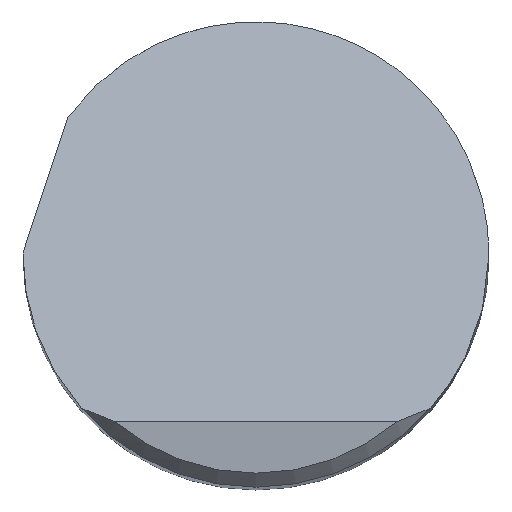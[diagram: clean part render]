
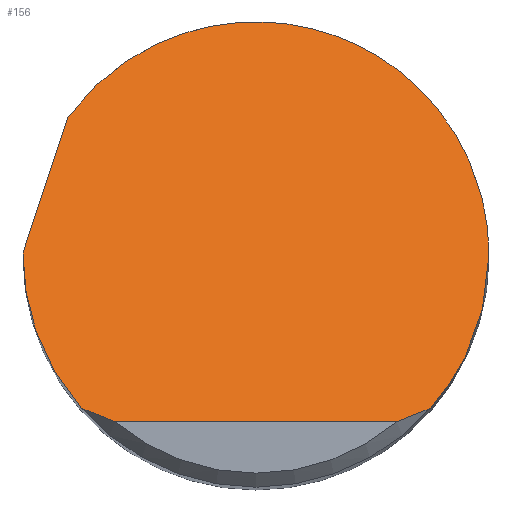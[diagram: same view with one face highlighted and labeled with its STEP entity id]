
A CAD part, top view. The second image highlights one B-rep face of the part: STEP entity #156.
In plain terms, the highlighted planar face has unit normal (0, 0.707, 0.707).
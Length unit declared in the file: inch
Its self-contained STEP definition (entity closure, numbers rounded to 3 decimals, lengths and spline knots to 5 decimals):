
#5 = CARTESIAN_POINT ( 'NONE',  ( 0.17589, -0.1704, 2.9904 ) ) ;
#6 = EDGE_CURVE ( 'NONE', #553, #311, #737, .T. ) ;
#19 = ORIENTED_EDGE ( 'NONE', *, *, #796, .F. ) ;
#40 = CARTESIAN_POINT ( 'NONE',  ( -0.18782, -0.165, 2.985 ) ) ;
#62 = CARTESIAN_POINT ( 'NONE',  ( -0.25, -0.18, 3. ) ) ;
#66 = FACE_OUTER_BOUND ( 'NONE', #669, .T. ) ;
#75 = B_SPLINE_CURVE_WITH_KNOTS ( 'NONE', 3,
 ( #40, #106, #355, #160 ),
 .UNSPECIFIED., .F., .F.,
 ( 4, 4 ),
 ( 0., 0.00108 ),
 .UNSPECIFIED. ) ;
#81 = CARTESIAN_POINT ( 'NONE',  ( 0.25, 0., 2.82 ) ) ;
#91 = CARTESIAN_POINT ( 'NONE',  ( -0.25, 0., 2.82 ) ) ;
#106 = CARTESIAN_POINT ( 'NONE',  ( -0.17589, -0.1704, 2.9904 ) ) ;
#111 = DIRECTION ( 'NONE',  ( 0.227, 0.689, -0.689 ) ) ;
#113 = VECTOR ( 'NONE', #111, 39.37008 ) ;
#117 = EDGE_CURVE ( 'NONE', #245, #457, #672, .T. ) ;
#122 =( BOUNDED_CURVE ( )  B_SPLINE_CURVE ( 3, ( #536, #286, #800, #226 ),
 .UNSPECIFIED., .F., .T. ) 
 B_SPLINE_CURVE_WITH_KNOTS ( ( 4, 4 ),
 ( 5.34257, 7.85398 ),
 .UNSPECIFIED. ) 
 CURVE ( )  GEOMETRIC_REPRESENTATION_ITEM ( )  RATIONAL_B_SPLINE_CURVE ( ( 1., 0.54, 0.54, 1. ) ) 
 REPRESENTATION_ITEM ( '' )  );
#144 = CARTESIAN_POINT ( 'NONE',  ( -0.18782, -0.165, 2.985 ) ) ;
#150 = CARTESIAN_POINT ( 'NONE',  ( -0.25, 0.00067, 2.81933 ) ) ;
#156 = ADVANCED_FACE ( 'NONE', ( #66 ), #620, .F. ) ;
#160 = CARTESIAN_POINT ( 'NONE',  ( -0.15108, -0.18, 3. ) ) ;
#163 = ORIENTED_EDGE ( 'NONE', *, *, #117, .F. ) ;
#184 = EDGE_CURVE ( 'NONE', #712, #311, #749, .T. ) ;
#201 = ORIENTED_EDGE ( 'NONE', *, *, #822, .F. ) ;
#202 = CARTESIAN_POINT ( 'NONE',  ( 0.18782, -0.165, 2.985 ) ) ;
#223 = VERTEX_POINT ( 'NONE', #761 ) ;
#226 = CARTESIAN_POINT ( 'NONE',  ( 0.25, 0., 2.82 ) ) ;
#245 = VERTEX_POINT ( 'NONE', #828 ) ;
#252 = ORIENTED_EDGE ( 'NONE', *, *, #6, .F. ) ;
#259 = CARTESIAN_POINT ( 'NONE',  ( 0.15108, -0.18, 3. ) ) ;
#280 = CARTESIAN_POINT ( 'NONE',  ( 0.25, 0., 2.82 ) ) ;
#286 = CARTESIAN_POINT ( 'NONE',  ( -0.02903, 0.38443, 2.43557 ) ) ;
#290 =( BOUNDED_CURVE ( )  B_SPLINE_CURVE ( 3, ( #792, #150, #586, #652 ),
 .UNSPECIFIED., .F., .T. ) 
 B_SPLINE_CURVE_WITH_KNOTS ( ( 4, 4 ),
 ( 4.71239, 4.72039 ),
 .UNSPECIFIED. ) 
 CURVE ( )  GEOMETRIC_REPRESENTATION_ITEM ( )  RATIONAL_B_SPLINE_CURVE ( ( 1., 1., 1., 1. ) ) 
 REPRESENTATION_ITEM ( '' )  );
#298 = ORIENTED_EDGE ( 'NONE', *, *, #414, .T. ) ;
#301 = VERTEX_POINT ( 'NONE', #144 ) ;
#304 = AXIS2_PLACEMENT_3D ( 'NONE', #62, #683, #433 ) ;
#311 = VERTEX_POINT ( 'NONE', #202 ) ;
#355 = CARTESIAN_POINT ( 'NONE',  ( -0.16367, -0.17542, 2.99542 ) ) ;
#357 = ORIENTED_EDGE ( 'NONE', *, *, #823, .T. ) ;
#370 = EDGE_CURVE ( 'NONE', #301, #640, #777, .T. ) ;
#374 = CARTESIAN_POINT ( 'NONE',  ( 0.16367, -0.17542, 2.99542 ) ) ;
#378 = VECTOR ( 'NONE', #662, 39.37008 ) ;
#385 = CARTESIAN_POINT ( 'NONE',  ( 0.15108, -0.18, 3. ) ) ;
#414 = EDGE_CURVE ( 'NONE', #301, #223, #75, .T. ) ;
#426 = ORIENTED_EDGE ( 'NONE', *, *, #370, .F. ) ;
#433 = DIRECTION ( 'NONE',  ( 0., 0.707, -0.707 ) ) ;
#452 = CARTESIAN_POINT ( 'NONE',  ( 0.22834, -0.11887, 2.93887 ) ) ;
#457 = VERTEX_POINT ( 'NONE', #471 ) ;
#459 = CARTESIAN_POINT ( 'NONE',  ( -0.25, -0.06141, 2.88141 ) ) ;
#469 = LINE ( 'NONE', #728, #378 ) ;
#471 = CARTESIAN_POINT ( 'NONE',  ( -0.20198, 0.14732, 2.67268 ) ) ;
#472 = CARTESIAN_POINT ( 'NONE',  ( 0.18782, -0.165, 2.985 ) ) ;
#528 = CARTESIAN_POINT ( 'NONE',  ( -0.18782, -0.165, 2.985 ) ) ;
#536 = CARTESIAN_POINT ( 'NONE',  ( -0.20198, 0.14732, 2.67268 ) ) ;
#542 = CARTESIAN_POINT ( 'NONE',  ( -0.30701, -0.17058, 2.99058 ) ) ;
#553 = VERTEX_POINT ( 'NONE', #280 ) ;
#586 = CARTESIAN_POINT ( 'NONE',  ( -0.25, 0.00133, 2.81867 ) ) ;
#620 = PLANE ( 'NONE',  #304 ) ;
#633 = CARTESIAN_POINT ( 'NONE',  ( 0.18782, -0.165, 2.985 ) ) ;
#640 = VERTEX_POINT ( 'NONE', #649 ) ;
#649 = CARTESIAN_POINT ( 'NONE',  ( -0.25, 0., 2.82 ) ) ;
#652 = CARTESIAN_POINT ( 'NONE',  ( -0.24999, 0.002, 2.818 ) ) ;
#660 = CARTESIAN_POINT ( 'NONE',  ( 0.25, -0.06141, 2.88141 ) ) ;
#662 = DIRECTION ( 'NONE',  ( 1., 0., 0. ) ) ;
#669 = EDGE_LOOP ( 'NONE', ( #357, #766, #252, #201, #163, #19, #426, #298 ) ) ;
#672 = LINE ( 'NONE', #542, #113 ) ;
#683 = DIRECTION ( 'NONE',  ( 0., -0.707, -0.707 ) ) ;
#703 = CARTESIAN_POINT ( 'NONE',  ( -0.22834, -0.11887, 2.93887 ) ) ;
#712 = VERTEX_POINT ( 'NONE', #259 ) ;
#728 = CARTESIAN_POINT ( 'NONE',  ( 0., -0.18, 3. ) ) ;
#737 =( BOUNDED_CURVE ( )  B_SPLINE_CURVE ( 3, ( #81, #660, #452, #472 ),
 .UNSPECIFIED., .F., .T. ) 
 B_SPLINE_CURVE_WITH_KNOTS ( ( 4, 4 ),
 ( 1.5708, 2.29162 ),
 .UNSPECIFIED. ) 
 CURVE ( )  GEOMETRIC_REPRESENTATION_ITEM ( )  RATIONAL_B_SPLINE_CURVE ( ( 1., 0.957, 0.957, 1. ) ) 
 REPRESENTATION_ITEM ( '' )  );
#749 = B_SPLINE_CURVE_WITH_KNOTS ( 'NONE', 3,
 ( #385, #374, #5, #633 ),
 .UNSPECIFIED., .F., .F.,
 ( 4, 4 ),
 ( 0., 0.00108 ),
 .UNSPECIFIED. ) ;
#761 = CARTESIAN_POINT ( 'NONE',  ( -0.15108, -0.18, 3. ) ) ;
#766 = ORIENTED_EDGE ( 'NONE', *, *, #184, .T. ) ;
#777 =( BOUNDED_CURVE ( )  B_SPLINE_CURVE ( 3, ( #528, #703, #459, #91 ),
 .UNSPECIFIED., .F., .T. ) 
 B_SPLINE_CURVE_WITH_KNOTS ( ( 4, 4 ),
 ( 3.99157, 4.71239 ),
 .UNSPECIFIED. ) 
 CURVE ( )  GEOMETRIC_REPRESENTATION_ITEM ( )  RATIONAL_B_SPLINE_CURVE ( ( 1., 0.957, 0.957, 1. ) ) 
 REPRESENTATION_ITEM ( '' )  );
#792 = CARTESIAN_POINT ( 'NONE',  ( -0.25, 0., 2.82 ) ) ;
#796 = EDGE_CURVE ( 'NONE', #640, #245, #290, .T. ) ;
#800 = CARTESIAN_POINT ( 'NONE',  ( 0.25, 0.29348, 2.52652 ) ) ;
#822 = EDGE_CURVE ( 'NONE', #457, #553, #122, .T. ) ;
#823 = EDGE_CURVE ( 'NONE', #223, #712, #469, .T. ) ;
#828 = CARTESIAN_POINT ( 'NONE',  ( -0.24999, 0.002, 2.818 ) ) ;
